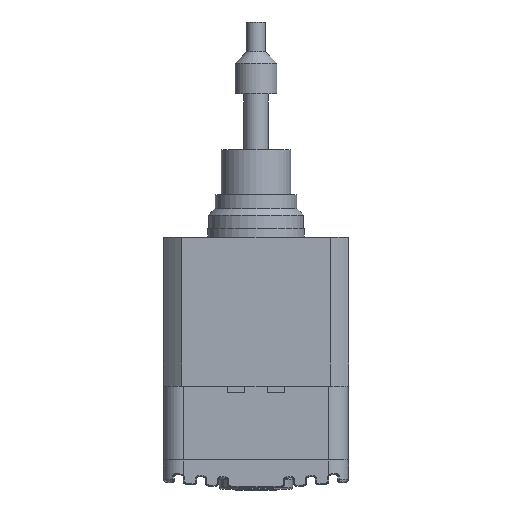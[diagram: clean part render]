
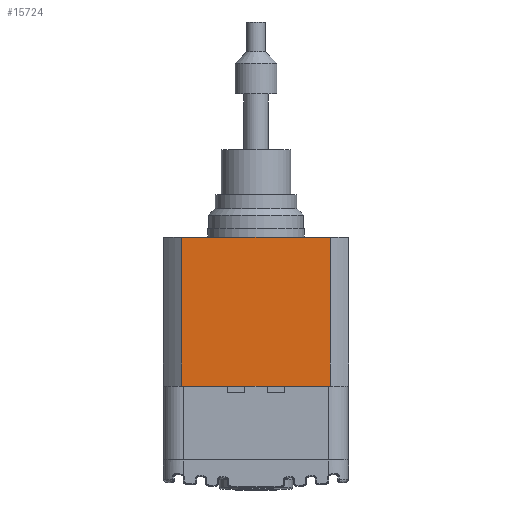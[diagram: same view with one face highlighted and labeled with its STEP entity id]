
A CAD part, front view. The second image highlights one B-rep face of the part: STEP entity #15724.
In plain terms, the highlighted planar face has unit normal (0, -1, 0).
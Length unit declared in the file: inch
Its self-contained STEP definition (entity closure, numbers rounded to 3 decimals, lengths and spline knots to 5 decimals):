
#3219 = VERTEX_POINT ( 'NONE', #44636 ) ;
#4567 = DIRECTION ( 'NONE',  ( 0., 0., 1. ) ) ;
#9647 = ORIENTED_EDGE ( 'NONE', *, *, #66214, .F. ) ;
#10386 = FACE_OUTER_BOUND ( 'NONE', #66215, .T. ) ;
#10932 = CARTESIAN_POINT ( 'NONE',  ( -0.83071, -0.83071, 0. ) ) ;
#12732 = CARTESIAN_POINT ( 'NONE',  ( -0.83071, -0.83071, -1.33071 ) ) ;
#13055 = DIRECTION ( 'NONE',  ( 0., 0., -1. ) ) ;
#14286 = CARTESIAN_POINT ( 'NONE',  ( 0.66293, -0.83071, 0. ) ) ;
#15491 = EDGE_CURVE ( 'NONE', #3219, #36495, #60751, .T. ) ;
#15724 = ADVANCED_FACE ( 'NONE', ( #10386 ), #31119, .T. ) ;
#22963 = VERTEX_POINT ( 'NONE', #30438 ) ;
#23024 = CARTESIAN_POINT ( 'NONE',  ( -0.66293, -0.83071, -1.33071 ) ) ;
#25895 = LINE ( 'NONE', #10932, #30997 ) ;
#26854 = EDGE_CURVE ( 'NONE', #22963, #36495, #25895, .T. ) ;
#27029 = ORIENTED_EDGE ( 'NONE', *, *, #26854, .F. ) ;
#27998 = VECTOR ( 'NONE', #65130, 39.37008 ) ;
#30438 = CARTESIAN_POINT ( 'NONE',  ( -0.66293, -0.83071, 0. ) ) ;
#30997 = VECTOR ( 'NONE', #41518, 39.37008 ) ;
#31119 = PLANE ( 'NONE',  #54701 ) ;
#31427 = CARTESIAN_POINT ( 'NONE',  ( -0.66293, -0.83071, -1.33071 ) ) ;
#32971 = ORIENTED_EDGE ( 'NONE', *, *, #15491, .T. ) ;
#36495 = VERTEX_POINT ( 'NONE', #14286 ) ;
#38246 = CARTESIAN_POINT ( 'NONE',  ( -0.83071, -0.83071, -1.33071 ) ) ;
#39251 = LINE ( 'NONE', #38246, #27998 ) ;
#39649 = CARTESIAN_POINT ( 'NONE',  ( 0.66293, -0.83071, -1.33071 ) ) ;
#41518 = DIRECTION ( 'NONE',  ( 1., 0., 0. ) ) ;
#43510 = ORIENTED_EDGE ( 'NONE', *, *, #47446, .T. ) ;
#44636 = CARTESIAN_POINT ( 'NONE',  ( 0.66293, -0.83071, -1.33071 ) ) ;
#47446 = EDGE_CURVE ( 'NONE', #49448, #3219, #39251, .T. ) ;
#47881 = LINE ( 'NONE', #23024, #64613 ) ;
#49252 = VECTOR ( 'NONE', #4567, 39.37008 ) ;
#49448 = VERTEX_POINT ( 'NONE', #31427 ) ;
#54701 = AXIS2_PLACEMENT_3D ( 'NONE', #12732, #63426, #13055 ) ;
#60751 = LINE ( 'NONE', #39649, #49252 ) ;
#63426 = DIRECTION ( 'NONE',  ( 0., -1., 0. ) ) ;
#64558 = DIRECTION ( 'NONE',  ( 0., 0., 1. ) ) ;
#64613 = VECTOR ( 'NONE', #64558, 39.37008 ) ;
#65130 = DIRECTION ( 'NONE',  ( 1., 0., 0. ) ) ;
#66214 = EDGE_CURVE ( 'NONE', #49448, #22963, #47881, .T. ) ;
#66215 = EDGE_LOOP ( 'NONE', ( #9647, #43510, #32971, #27029 ) ) ;
